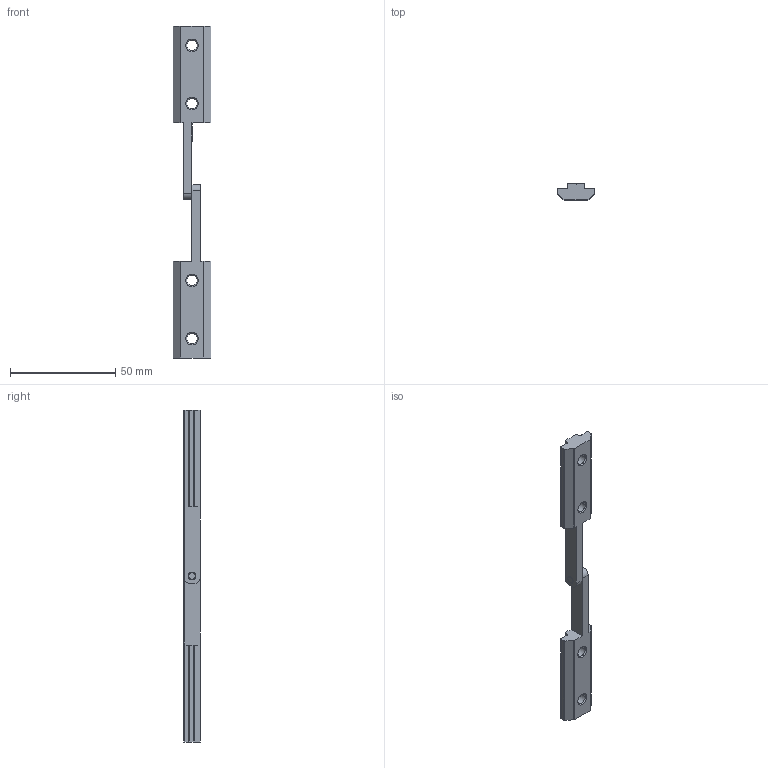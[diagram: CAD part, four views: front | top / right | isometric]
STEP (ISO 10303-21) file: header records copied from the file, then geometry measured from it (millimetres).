
FILE_DESCRIPTION (( 'STEP AP214' ), '1' );
FILE_NAME ('A475 Ïîâîðîòíûé âíóòðåííèé óãëîâîé ñîåäèíèòåëü 10-Â, ïàç 10.STEP', '2021-07-20T07:39:54', ( 'Ïîëüçîâàòåëü Windows' ), ( '' ), 'SwSTEP 2.0', 'SolidWorks 2021', '' );
FILE_SCHEMA (( 'AUTOMOTIVE_DESIGN' ));
Length unit declared in the file: millimetre
Products named in the file (3): A475 务黖00; A475 Ïîâîðîòíûé âíóòðåííèé óãëîâîé ñîåäèíèòåëü 10-Â, ïàç 10; A475 昢膼瘔膻嬅00
Assembly tree (3 placements, depth 2):
  A475 Ïîâîðîòíûé âíóòðåííèé óãëîâîé ñîåäèíèòåëü 10-Â, ïàç 10
    A475 昢膼瘔膻嬅00  x2
    A475 务黖00
Bounding box: 18 x 7.8 x 157.5 mm (x, y, z)
Volume: 11441.8 mm3; surface area: 6835.3 mm2
Topology: 3 solids, 3 shells, 130 faces, 356 edges, 230 vertices
Faces by surface type: plane 52, cylinder 38, cone 24, bspline 16
Entity records: 2659 total; most frequent: CARTESIAN_POINT 786, ORIENTED_EDGE 374, DIRECTION 346, EDGE_CURVE 187, AXIS2_PLACEMENT_3D 129, VERTEX_POINT 121, LINE 88, VECTOR 88
